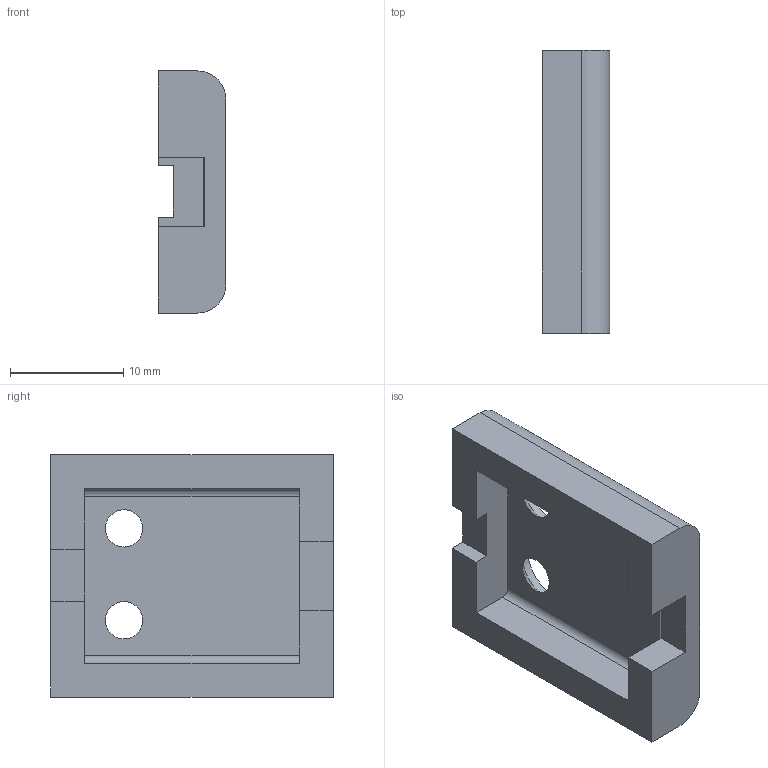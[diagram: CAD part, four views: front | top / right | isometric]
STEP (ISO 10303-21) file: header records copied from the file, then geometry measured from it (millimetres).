
FILE_DESCRIPTION(/* description */ (''),/* implementation_level */ '2;1');
FILE_NAME(/* name */ 'Tornamesa Escaner - Tapa sensor Hall.step',/* time_stamp */ '2026-01-28T14:52:14-03:00',/* author */ (''),/* organization */ (''),/* preprocessor_version */ 'ST-DEVELOPER v20.1',/* originating_system */ 'Autodesk Translation Framework v14.24.0.0',/* authorisation */ '');
FILE_SCHEMA (('AUTOMOTIVE_DESIGN { 1 0 10303 214 3 1 1 }'));
Length unit declared in the file: millimetre
Products named in the file (2): 2026-01-16-09-01-46-787; Componente29
Assembly tree (1 placements, depth 2):
  2026-01-16-09-01-46-787
    Componente29
Bounding box: 6 x 25.02 x 21.43 mm (x, y, z)
Volume: 1798.8 mm3; surface area: 1821.7 mm2
Topology: 1 solids, 1 shells, 30 faces, 76 edges, 50 vertices
Faces by surface type: plane 22, cylinder 6, cone 2
Full cylindrical faces by diameter (mm): 6 x2
Entity records: 968 total; most frequent: CARTESIAN_POINT 159, DIRECTION 158, ORIENTED_EDGE 152, EDGE_CURVE 76, LINE 60, VECTOR 60, VERTEX_POINT 50, AXIS2_PLACEMENT_3D 49
